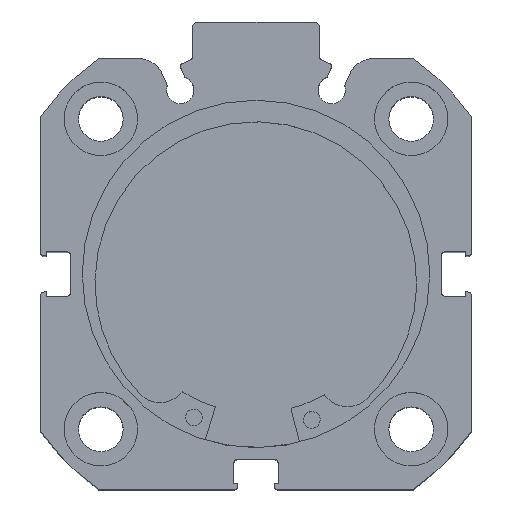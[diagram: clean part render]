
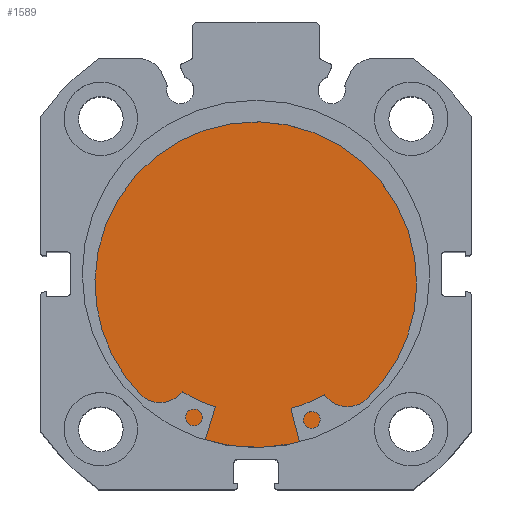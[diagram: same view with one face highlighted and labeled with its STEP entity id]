
A CAD part, top view. The second image highlights one B-rep face of the part: STEP entity #1589.
In plain terms, the highlighted face is planar.
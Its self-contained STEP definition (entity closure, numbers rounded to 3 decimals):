
#330 = CARTESIAN_POINT ( 'NONE',  ( 9., 0., -26. ) ) ;
#332 = CARTESIAN_POINT ( 'NONE',  ( 9., 0., 26. ) ) ;
#1219 = EDGE_CURVE ( 'NONE', #3145, #3147, #4984, .T. ) ;
#1230 = EDGE_CURVE ( 'NONE', #3147, #3145, #4999, .T. ) ;
#1465 = AXIS2_PLACEMENT_3D ( 'NONE', #3921, #3943, #3944 ) ;
#1474 = AXIS2_PLACEMENT_3D ( 'NONE', #3971, #3973, #3974 ) ;
#1521 = AXIS2_PLACEMENT_3D ( 'NONE', #4127, #4130, #4131 ) ;
#1589 = ADVANCED_FACE ( 'NONE', ( #5094 ), #4128, .F. ) ;
#2182 = EDGE_LOOP ( 'NONE', ( #4813, #4812 ) ) ;
#3145 = VERTEX_POINT ( 'NONE', #330 ) ;
#3147 = VERTEX_POINT ( 'NONE', #332 ) ;
#3921 = CARTESIAN_POINT ( 'NONE',  ( 9., 0., 0. ) ) ;
#3943 = DIRECTION ( 'NONE',  ( -1., 0., 0. ) ) ;
#3944 = DIRECTION ( 'NONE',  ( 0., 0., 1. ) ) ;
#3971 = CARTESIAN_POINT ( 'NONE',  ( 9., 0., 0. ) ) ;
#3973 = DIRECTION ( 'NONE',  ( -1., 0., 0. ) ) ;
#3974 = DIRECTION ( 'NONE',  ( 0., 0., 1. ) ) ;
#4127 = CARTESIAN_POINT ( 'NONE',  ( 9., 26., 0. ) ) ;
#4128 = PLANE ( 'NONE',  #1521 ) ;
#4130 = DIRECTION ( 'NONE',  ( -1., 0., 0. ) ) ;
#4131 = DIRECTION ( 'NONE',  ( 0., 0., 1. ) ) ;
#4812 = ORIENTED_EDGE ( 'NONE', *, *, #1219, .F. ) ;
#4813 = ORIENTED_EDGE ( 'NONE', *, *, #1230, .F. ) ;
#4984 = CIRCLE ( 'NONE', #1465, 26. ) ;
#4999 = CIRCLE ( 'NONE', #1474, 26. ) ;
#5094 = FACE_OUTER_BOUND ( 'NONE', #2182, .T. ) ;
